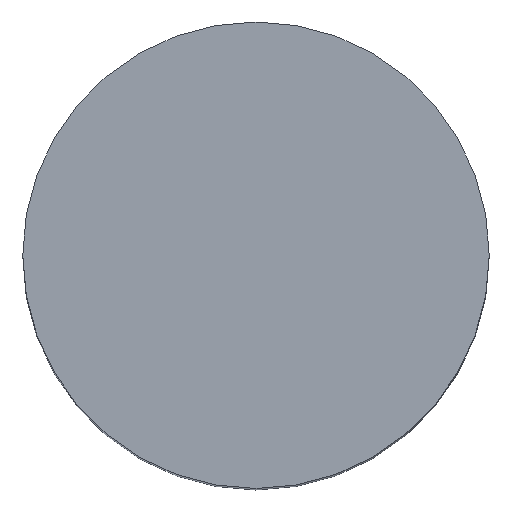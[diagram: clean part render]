
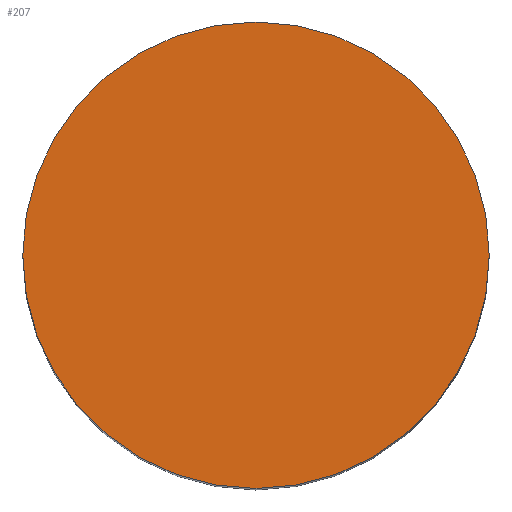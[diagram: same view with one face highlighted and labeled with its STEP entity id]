
A CAD part, top view. The second image highlights one B-rep face of the part: STEP entity #207.
In plain terms, the highlighted planar face has unit normal (0, 0, 1).
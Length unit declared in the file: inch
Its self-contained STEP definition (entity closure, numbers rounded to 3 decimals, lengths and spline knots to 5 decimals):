
#1 = DIRECTION ( 'NONE',  ( 1., 0., 0. ) ) ;
#8 = PLANE ( 'NONE',  #245 ) ;
#15 = VERTEX_POINT ( 'NONE', #22 ) ;
#22 = CARTESIAN_POINT ( 'NONE',  ( -0.675, 0., 0. ) ) ;
#24 = ORIENTED_EDGE ( 'NONE', *, *, #65, .T. ) ;
#65 = EDGE_CURVE ( 'NONE', #87, #15, #88, .T. ) ;
#87 = VERTEX_POINT ( 'NONE', #132 ) ;
#88 = CIRCLE ( 'NONE', #98, 0.675 ) ;
#98 = AXIS2_PLACEMENT_3D ( 'NONE', #202, #321, #229 ) ;
#132 = CARTESIAN_POINT ( 'NONE',  ( 0.675, 0., 0. ) ) ;
#169 = EDGE_CURVE ( 'NONE', #15, #87, #399, .T. ) ;
#170 = CARTESIAN_POINT ( 'NONE',  ( 0., 0., 0. ) ) ;
#202 = CARTESIAN_POINT ( 'NONE',  ( 0., 0., 0. ) ) ;
#207 = ADVANCED_FACE ( 'NONE', ( #410 ), #8, .T. ) ;
#208 = DIRECTION ( 'NONE',  ( 1., 0., 0. ) ) ;
#215 = EDGE_LOOP ( 'NONE', ( #24, #374 ) ) ;
#229 = DIRECTION ( 'NONE',  ( 1., 0., 0. ) ) ;
#245 = AXIS2_PLACEMENT_3D ( 'NONE', #270, #386, #208 ) ;
#252 = DIRECTION ( 'NONE',  ( 0., 0., 1. ) ) ;
#270 = CARTESIAN_POINT ( 'NONE',  ( 0., 0., 0. ) ) ;
#321 = DIRECTION ( 'NONE',  ( 0., 0., 1. ) ) ;
#358 = AXIS2_PLACEMENT_3D ( 'NONE', #170, #252, #1 ) ;
#374 = ORIENTED_EDGE ( 'NONE', *, *, #169, .T. ) ;
#386 = DIRECTION ( 'NONE',  ( 0., 0., 1. ) ) ;
#399 = CIRCLE ( 'NONE', #358, 0.675 ) ;
#410 = FACE_OUTER_BOUND ( 'NONE', #215, .T. ) ;
